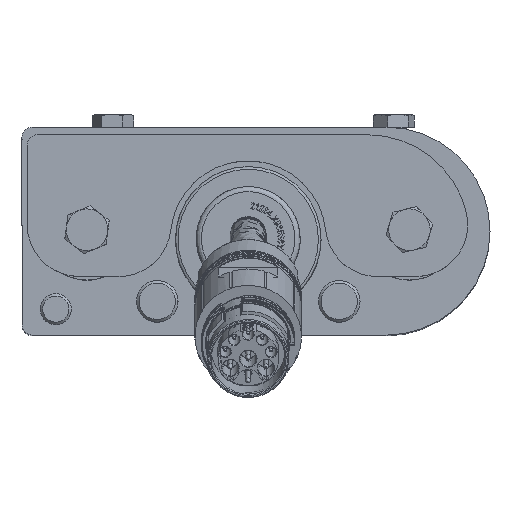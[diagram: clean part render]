
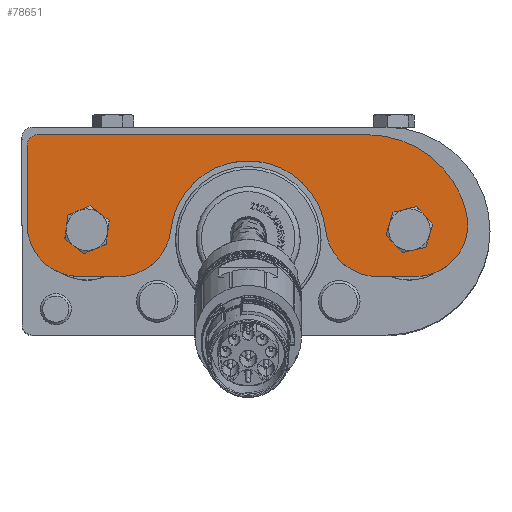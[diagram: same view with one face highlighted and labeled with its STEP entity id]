
A CAD part, top view. The second image highlights one B-rep face of the part: STEP entity #78651.
In plain terms, the highlighted face is planar.
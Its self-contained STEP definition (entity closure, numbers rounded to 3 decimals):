
#4689 = VECTOR ( 'NONE', #79165, 1000. ) ;
#4959 = AXIS2_PLACEMENT_3D ( 'NONE', #13178, #88428, #31026 ) ;
#5096 = CARTESIAN_POINT ( 'NONE',  ( -14.909, -0.1, -2.5 ) ) ;
#5604 = CARTESIAN_POINT ( 'NONE',  ( 33.75, 0., -2.5 ) ) ;
#6199 = ORIENTED_EDGE ( 'NONE', *, *, #19104, .T. ) ;
#6623 = DIRECTION ( 'NONE',  ( 1., 0., 0. ) ) ;
#7432 = VERTEX_POINT ( 'NONE', #5096 ) ;
#8553 = AXIS2_PLACEMENT_3D ( 'NONE', #14767, #14251, #6623 ) ;
#8932 = ORIENTED_EDGE ( 'NONE', *, *, #94721, .T. ) ;
#9263 = CARTESIAN_POINT ( 'NONE',  ( 32.5, 1., -2.5 ) ) ;
#9783 = DIRECTION ( 'NONE',  ( 0., 0., -1. ) ) ;
#12616 = VERTEX_POINT ( 'NONE', #84397 ) ;
#12778 = EDGE_CURVE ( 'NONE', #45916, #93370, #75601, .T. ) ;
#13093 = CARTESIAN_POINT ( 'NONE',  ( -42.5, -9., -2.5 ) ) ;
#13178 = CARTESIAN_POINT ( 'NONE',  ( 31., 0., -2.5 ) ) ;
#13988 = DIRECTION ( 'NONE',  ( 1., 0., 0. ) ) ;
#14251 = DIRECTION ( 'NONE',  ( 0., 0., 1. ) ) ;
#14712 = CARTESIAN_POINT ( 'NONE',  ( -32.23, 1., -2.5 ) ) ;
#14767 = CARTESIAN_POINT ( 'NONE',  ( -31., 0., -2.5 ) ) ;
#14829 = CARTESIAN_POINT ( 'NONE',  ( -24.848, -9., -2.5 ) ) ;
#16649 = LINE ( 'NONE', #83759, #27645 ) ;
#16727 = ORIENTED_EDGE ( 'NONE', *, *, #12778, .T. ) ;
#17217 = CIRCLE ( 'NONE', #8553, 2.75 ) ;
#17882 = AXIS2_PLACEMENT_3D ( 'NONE', #22489, #55499, #88516 ) ;
#19104 = EDGE_CURVE ( 'NONE', #12616, #47344, #88775, .T. ) ;
#19427 = ORIENTED_EDGE ( 'NONE', *, *, #41068, .T. ) ;
#22489 = CARTESIAN_POINT ( 'NONE',  ( 0., 0., -2.5 ) ) ;
#23450 = EDGE_LOOP ( 'NONE', ( #59711, #19427, #62104, #8932, #77121, #16727, #58879, #94112, #93452, #6199, #82284 ) ) ;
#25383 = DIRECTION ( 'NONE',  ( 1., 0., 0. ) ) ;
#27645 = VECTOR ( 'NONE', #50198, 1000. ) ;
#29612 = LINE ( 'NONE', #86469, #58003 ) ;
#30715 = EDGE_CURVE ( 'NONE', #93370, #7432, #79515, .T. ) ;
#30738 = CIRCLE ( 'NONE', #66943, 2. ) ;
#31026 = DIRECTION ( 'NONE',  ( 1., 0., 0. ) ) ;
#34298 = DIRECTION ( 'NONE',  ( 0., 0., 1. ) ) ;
#35915 = AXIS2_PLACEMENT_3D ( 'NONE', #9263, #9783, #42812 ) ;
#41068 = EDGE_CURVE ( 'NONE', #59357, #85700, #30738, .T. ) ;
#41874 = CARTESIAN_POINT ( 'NONE',  ( 24.848, -9., -2.5 ) ) ;
#41914 = CIRCLE ( 'NONE', #47109, 19.5 ) ;
#42064 = AXIS2_PLACEMENT_3D ( 'NONE', #14712, #90999, #90459 ) ;
#42812 = DIRECTION ( 'NONE',  ( 1., 0., 0. ) ) ;
#45896 = CARTESIAN_POINT ( 'NONE',  ( 40.5, 18.25, -2.5 ) ) ;
#45898 = CARTESIAN_POINT ( 'NONE',  ( 14.909, -0.1, -2.5 ) ) ;
#45916 = VERTEX_POINT ( 'NONE', #41874 ) ;
#46458 = CIRCLE ( 'NONE', #4959, 2.75 ) ;
#47109 = AXIS2_PLACEMENT_3D ( 'NONE', #80555, #104397, #13988 ) ;
#47344 = VERTEX_POINT ( 'NONE', #48010 ) ;
#47715 = CARTESIAN_POINT ( 'NONE',  ( 32.5, -9., -2.5 ) ) ;
#48010 = CARTESIAN_POINT ( 'NONE',  ( -41.945, 3.368, -2.5 ) ) ;
#50198 = DIRECTION ( 'NONE',  ( -1., 0., 0. ) ) ;
#52918 = DIRECTION ( 'NONE',  ( 1., 0., 0. ) ) ;
#53223 = CARTESIAN_POINT ( 'NONE',  ( -23., 18.25, -2.5 ) ) ;
#55499 = DIRECTION ( 'NONE',  ( 0., 0., 1. ) ) ;
#55807 = CARTESIAN_POINT ( 'NONE',  ( -24.848, 1., -2.5 ) ) ;
#56020 = FACE_BOUND ( 'NONE', #101868, .T. ) ;
#57102 = DIRECTION ( 'NONE',  ( 1., 0., 0. ) ) ;
#57964 = VERTEX_POINT ( 'NONE', #14829 ) ;
#58003 = VECTOR ( 'NONE', #94040, 1000. ) ;
#58833 = EDGE_CURVE ( 'NONE', #96614, #85700, #29612, .T. ) ;
#58879 = ORIENTED_EDGE ( 'NONE', *, *, #30715, .T. ) ;
#58984 = VERTEX_POINT ( 'NONE', #47715 ) ;
#59357 = VERTEX_POINT ( 'NONE', #45896 ) ;
#59492 = CARTESIAN_POINT ( 'NONE',  ( -28.25, 0., -2.5 ) ) ;
#59711 = ORIENTED_EDGE ( 'NONE', *, *, #104461, .F. ) ;
#60215 = CIRCLE ( 'NONE', #65504, 10. ) ;
#62104 = ORIENTED_EDGE ( 'NONE', *, *, #58833, .F. ) ;
#62111 = DIRECTION ( 'NONE',  ( 0., 0., -1. ) ) ;
#63391 = DIRECTION ( 'NONE',  ( 1., 0., 0. ) ) ;
#63613 = FACE_OUTER_BOUND ( 'NONE', #23450, .T. ) ;
#63884 = EDGE_CURVE ( 'NONE', #45916, #58984, #80242, .T. ) ;
#65504 = AXIS2_PLACEMENT_3D ( 'NONE', #55807, #88828, #63391 ) ;
#66924 = AXIS2_PLACEMENT_3D ( 'NONE', #77300, #62111, #52918 ) ;
#66943 = AXIS2_PLACEMENT_3D ( 'NONE', #75165, #74113, #25383 ) ;
#68184 = EDGE_CURVE ( 'NONE', #7432, #57964, #60215, .T. ) ;
#69074 = CARTESIAN_POINT ( 'NONE',  ( 42.5, 1., -2.5 ) ) ;
#71295 = ORIENTED_EDGE ( 'NONE', *, *, #71331, .T. ) ;
#71331 = EDGE_CURVE ( 'NONE', #84973, #84973, #17217, .T. ) ;
#72007 = VECTOR ( 'NONE', #99790, 1000. ) ;
#74113 = DIRECTION ( 'NONE',  ( 0., 0., -1. ) ) ;
#74896 = LINE ( 'NONE', #100316, #72007 ) ;
#75165 = CARTESIAN_POINT ( 'NONE',  ( 40.5, 16.25, -2.5 ) ) ;
#75450 = EDGE_CURVE ( 'NONE', #47344, #96261, #41914, .T. ) ;
#75601 = CIRCLE ( 'NONE', #66924, 10. ) ;
#77121 = ORIENTED_EDGE ( 'NONE', *, *, #63884, .F. ) ;
#77300 = CARTESIAN_POINT ( 'NONE',  ( 24.848, 1., -2.5 ) ) ;
#78651 = ADVANCED_FACE ( 'NONE', ( #56020, #87978, #63613 ), #96655, .F. ) ;
#79165 = DIRECTION ( 'NONE',  ( 1., 0., 0. ) ) ;
#79515 = CIRCLE ( 'NONE', #93289, 15. ) ;
#79812 = VERTEX_POINT ( 'NONE', #5604 ) ;
#80242 = LINE ( 'NONE', #13093, #4689 ) ;
#80555 = CARTESIAN_POINT ( 'NONE',  ( -23., -1.25, -2.5 ) ) ;
#82284 = ORIENTED_EDGE ( 'NONE', *, *, #75450, .T. ) ;
#83075 = CARTESIAN_POINT ( 'NONE',  ( 0., -1.75, -2.5 ) ) ;
#83759 = CARTESIAN_POINT ( 'NONE',  ( -42.5, 18.25, -2.5 ) ) ;
#84397 = CARTESIAN_POINT ( 'NONE',  ( -32.23, -9., -2.5 ) ) ;
#84973 = VERTEX_POINT ( 'NONE', #59492 ) ;
#85679 = EDGE_CURVE ( 'NONE', #12616, #57964, #74896, .T. ) ;
#85700 = VERTEX_POINT ( 'NONE', #93775 ) ;
#86469 = CARTESIAN_POINT ( 'NONE',  ( 42.5, 18.25, -2.5 ) ) ;
#87692 = ORIENTED_EDGE ( 'NONE', *, *, #97249, .T. ) ;
#87978 = FACE_BOUND ( 'NONE', #105378, .T. ) ;
#88428 = DIRECTION ( 'NONE',  ( 0., 0., 1. ) ) ;
#88516 = DIRECTION ( 'NONE',  ( 1., 0., 0. ) ) ;
#88775 = CIRCLE ( 'NONE', #42064, 10. ) ;
#88828 = DIRECTION ( 'NONE',  ( 0., 0., -1. ) ) ;
#90459 = DIRECTION ( 'NONE',  ( 1., 0., 0. ) ) ;
#90999 = DIRECTION ( 'NONE',  ( 0., 0., -1. ) ) ;
#92980 = CIRCLE ( 'NONE', #35915, 10. ) ;
#93289 = AXIS2_PLACEMENT_3D ( 'NONE', #83075, #34298, #57102 ) ;
#93370 = VERTEX_POINT ( 'NONE', #45898 ) ;
#93452 = ORIENTED_EDGE ( 'NONE', *, *, #85679, .F. ) ;
#93775 = CARTESIAN_POINT ( 'NONE',  ( 42.5, 16.25, -2.5 ) ) ;
#94040 = DIRECTION ( 'NONE',  ( 0., 1., 0. ) ) ;
#94112 = ORIENTED_EDGE ( 'NONE', *, *, #68184, .T. ) ;
#94721 = EDGE_CURVE ( 'NONE', #96614, #58984, #92980, .T. ) ;
#96261 = VERTEX_POINT ( 'NONE', #53223 ) ;
#96614 = VERTEX_POINT ( 'NONE', #69074 ) ;
#96655 = PLANE ( 'NONE',  #17882 ) ;
#97249 = EDGE_CURVE ( 'NONE', #79812, #79812, #46458, .T. ) ;
#99790 = DIRECTION ( 'NONE',  ( 1., 0., 0. ) ) ;
#100316 = CARTESIAN_POINT ( 'NONE',  ( -42.5, -9., -2.5 ) ) ;
#101868 = EDGE_LOOP ( 'NONE', ( #71295 ) ) ;
#104397 = DIRECTION ( 'NONE',  ( 0., 0., -1. ) ) ;
#104461 = EDGE_CURVE ( 'NONE', #59357, #96261, #16649, .T. ) ;
#105378 = EDGE_LOOP ( 'NONE', ( #87692 ) ) ;
